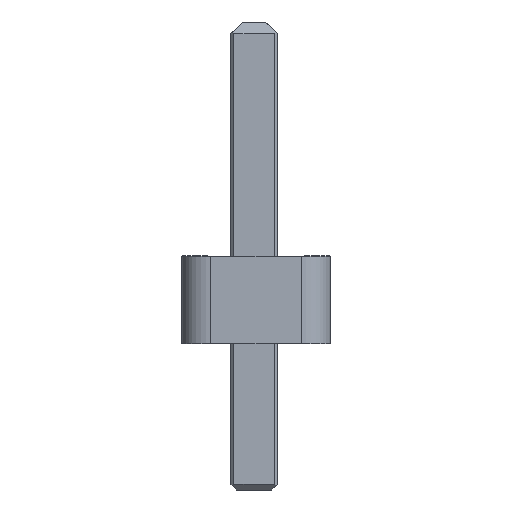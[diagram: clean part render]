
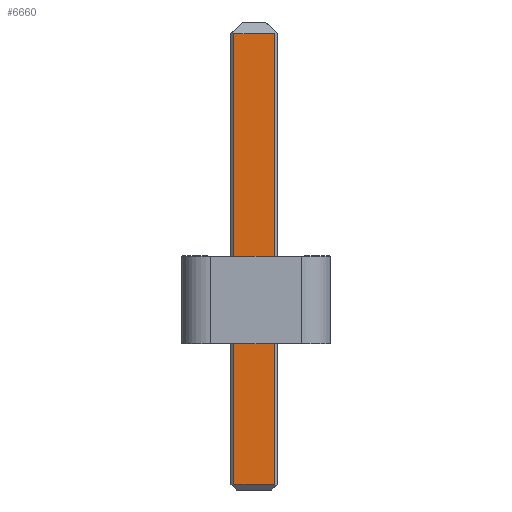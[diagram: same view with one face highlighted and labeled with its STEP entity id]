
A CAD part, left-side view. The second image highlights one B-rep face of the part: STEP entity #6660.
In plain terms, the highlighted planar face has unit normal (-1, 0, 0).
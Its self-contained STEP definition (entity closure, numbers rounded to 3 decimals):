
#544=FACE_OUTER_BOUND('',#918,.T.);
#918=EDGE_LOOP('',(#5881,#5882,#5883,#5884));
#1682=LINE('',#10629,#2518);
#1710=LINE('',#10684,#2546);
#1716=LINE('',#10697,#2552);
#1722=LINE('',#10708,#2558);
#2518=VECTOR('',#8748,10.);
#2546=VECTOR('',#8790,10.);
#2552=VECTOR('',#8802,10.);
#2558=VECTOR('',#8812,10.);
#3166=VERTEX_POINT('',#10626);
#3167=VERTEX_POINT('',#10628);
#3187=VERTEX_POINT('',#10682);
#3191=VERTEX_POINT('',#10696);
#4058=EDGE_CURVE('',#3166,#3167,#1682,.T.);
#4086=EDGE_CURVE('',#3187,#3166,#1710,.T.);
#4092=EDGE_CURVE('',#3167,#3191,#1716,.T.);
#4098=EDGE_CURVE('',#3191,#3187,#1722,.T.);
#5881=ORIENTED_EDGE('',*,*,#4058,.F.);
#5882=ORIENTED_EDGE('',*,*,#4086,.F.);
#5883=ORIENTED_EDGE('',*,*,#4098,.F.);
#5884=ORIENTED_EDGE('',*,*,#4092,.F.);
#6297=PLANE('',#7147);
#6660=ADVANCED_FACE('',(#544),#6297,.T.);
#7147=AXIS2_PLACEMENT_3D('',#10712,#8815,#8816);
#8748=DIRECTION('',(0.,1.,0.));
#8790=DIRECTION('',(0.,0.,-1.));
#8802=DIRECTION('',(0.,0.,1.));
#8812=DIRECTION('',(0.,-1.,0.));
#8815=DIRECTION('center_axis',(-1.,0.,0.));
#8816=DIRECTION('ref_axis',(0.,0.,1.));
#10626=CARTESIAN_POINT('',(-13.07,-0.32,-2.4));
#10628=CARTESIAN_POINT('',(-13.07,0.38,-2.4));
#10629=CARTESIAN_POINT('',(-13.07,-0.32,-2.4));
#10682=CARTESIAN_POINT('',(-13.07,-0.32,5.3));
#10684=CARTESIAN_POINT('',(-13.07,-0.32,5.3));
#10696=CARTESIAN_POINT('',(-13.07,0.38,5.3));
#10697=CARTESIAN_POINT('',(-13.07,0.38,-2.4));
#10708=CARTESIAN_POINT('',(-13.07,0.38,5.3));
#10712=CARTESIAN_POINT('Origin',(-13.07,0.03,-2.41));
